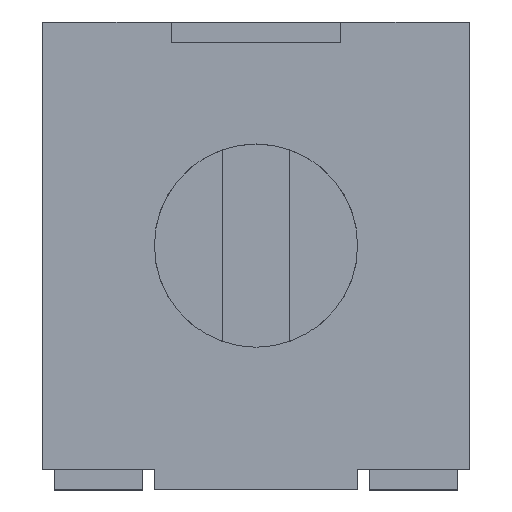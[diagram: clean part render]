
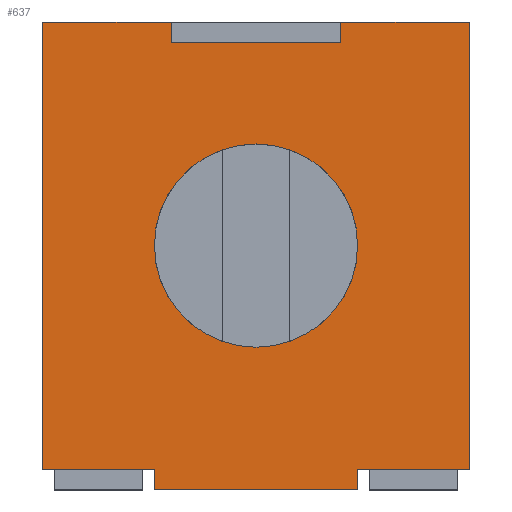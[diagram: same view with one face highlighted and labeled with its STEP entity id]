
A CAD part, top view. The second image highlights one B-rep face of the part: STEP entity #637.
In plain terms, the highlighted planar face has unit normal (0, 0, 1).
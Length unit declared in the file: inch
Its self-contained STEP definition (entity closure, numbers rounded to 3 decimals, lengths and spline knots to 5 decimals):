
#3 = VECTOR ( 'NONE', #136, 39.37008 ) ;
#45 = CARTESIAN_POINT ( 'NONE',  ( 0.038, 0.132, 0.081 ) ) ;
#54 = EDGE_CURVE ( 'NONE', #1016, #923, #1871, .T. ) ;
#65 = CARTESIAN_POINT ( 'NONE',  ( 0., 0.132, 0.081 ) ) ;
#83 = VECTOR ( 'NONE', #1872, 39.37008 ) ;
#119 = VECTOR ( 'NONE', #1248, 39.37008 ) ;
#130 = VECTOR ( 'NONE', #699, 39.37008 ) ;
#136 = DIRECTION ( 'NONE',  ( 1., 0., 0. ) ) ;
#140 = EDGE_CURVE ( 'NONE', #1419, #1331, #1399, .T. ) ;
#149 = ORIENTED_EDGE ( 'NONE', *, *, #957, .T. ) ;
#159 = EDGE_CURVE ( 'NONE', #1887, #1645, #369, .T. ) ;
#180 = VECTOR ( 'NONE', #207, 39.37008 ) ;
#199 = DIRECTION ( 'NONE',  ( 0., 1., 0. ) ) ;
#207 = DIRECTION ( 'NONE',  ( 1., 0., 0. ) ) ;
#231 = VECTOR ( 'NONE', #1671, 39.37008 ) ;
#232 = LINE ( 'NONE', #540, #1501 ) ;
#252 = ORIENTED_EDGE ( 'NONE', *, *, #1356, .T. ) ;
#270 = CARTESIAN_POINT ( 'NONE',  ( 0., 0., 0.081 ) ) ;
#273 = DIRECTION ( 'NONE',  ( 0., 0., -1. ) ) ;
#288 = ORIENTED_EDGE ( 'NONE', *, *, #1326, .T. ) ;
#303 = VERTEX_POINT ( 'NONE', #1173 ) ;
#333 = CARTESIAN_POINT ( 'NONE',  ( 0.063, 0.066, 0.081 ) ) ;
#342 = EDGE_CURVE ( 'NONE', #1722, #1571, #1106, .T. ) ;
#351 = EDGE_CURVE ( 'NONE', #303, #1557, #232, .T. ) ;
#357 = CARTESIAN_POINT ( 'NONE',  ( 0.033, -0.006, 0.081 ) ) ;
#367 = DIRECTION ( 'NONE',  ( 0., 1., 0. ) ) ;
#369 = CIRCLE ( 'NONE', #879, 0.03 ) ;
#379 = CARTESIAN_POINT ( 'NONE',  ( 0., 0.132, 0.081 ) ) ;
#427 = EDGE_CURVE ( 'NONE', #1731, #1965, #1395, .T. ) ;
#441 = ORIENTED_EDGE ( 'NONE', *, *, #1712, .T. ) ;
#477 = CARTESIAN_POINT ( 'NONE',  ( 0.126, 0.132, 0.081 ) ) ;
#489 = CARTESIAN_POINT ( 'NONE',  ( 0.093, 0., 0.081 ) ) ;
#505 = DIRECTION ( 'NONE',  ( 1., 0., 0. ) ) ;
#538 = CARTESIAN_POINT ( 'NONE',  ( 0.093, -0.006, 0.081 ) ) ;
#539 = CARTESIAN_POINT ( 'NONE',  ( 0.093, 0., 0.081 ) ) ;
#540 = CARTESIAN_POINT ( 'NONE',  ( 0.038, 0.132, 0.081 ) ) ;
#543 = ORIENTED_EDGE ( 'NONE', *, *, #140, .T. ) ;
#600 = CARTESIAN_POINT ( 'NONE',  ( 0.033, 0., 0.081 ) ) ;
#625 = VECTOR ( 'NONE', #367, 39.37008 ) ;
#637 = ADVANCED_FACE ( 'NONE', ( #2068, #1228 ), #1587, .F. ) ;
#650 = VECTOR ( 'NONE', #1979, 39.37008 ) ;
#684 = CARTESIAN_POINT ( 'NONE',  ( 0.093, 0.066, 0.081 ) ) ;
#694 = LINE ( 'NONE', #1686, #1964 ) ;
#697 = DIRECTION ( 'NONE',  ( -1., 0., 0. ) ) ;
#699 = DIRECTION ( 'NONE',  ( 0., -1., 0. ) ) ;
#703 = DIRECTION ( 'NONE',  ( 0., 0., 1. ) ) ;
#705 = ORIENTED_EDGE ( 'NONE', *, *, #351, .T. ) ;
#743 = VERTEX_POINT ( 'NONE', #1119 ) ;
#759 = VERTEX_POINT ( 'NONE', #477 ) ;
#820 = LINE ( 'NONE', #974, #650 ) ;
#834 = ORIENTED_EDGE ( 'NONE', *, *, #342, .T. ) ;
#836 = ORIENTED_EDGE ( 'NONE', *, *, #159, .F. ) ;
#842 = EDGE_LOOP ( 'NONE', ( #1481, #1856, #1811, #441, #834, #288, #1673, #149, #543, #252, #705, #1080 ) ) ;
#879 = AXIS2_PLACEMENT_3D ( 'NONE', #333, #1487, #505 ) ;
#923 = VERTEX_POINT ( 'NONE', #357 ) ;
#957 = EDGE_CURVE ( 'NONE', #759, #1419, #694, .T. ) ;
#974 = CARTESIAN_POINT ( 'NONE',  ( 0.038, 0.126, 0.081 ) ) ;
#1007 = EDGE_CURVE ( 'NONE', #1557, #1731, #1989, .T. ) ;
#1016 = VERTEX_POINT ( 'NONE', #1539 ) ;
#1080 = ORIENTED_EDGE ( 'NONE', *, *, #1007, .T. ) ;
#1105 = CIRCLE ( 'NONE', #1881, 0.03 ) ;
#1106 = LINE ( 'NONE', #1191, #625 ) ;
#1119 = CARTESIAN_POINT ( 'NONE',  ( 0.126, 0., 0.081 ) ) ;
#1173 = CARTESIAN_POINT ( 'NONE',  ( 0.038, 0.126, 0.081 ) ) ;
#1187 = EDGE_CURVE ( 'NONE', #1965, #1016, #1435, .T. ) ;
#1191 = CARTESIAN_POINT ( 'NONE',  ( 0.093, 0., 0.081 ) ) ;
#1228 = FACE_OUTER_BOUND ( 'NONE', #842, .T. ) ;
#1233 = CARTESIAN_POINT ( 'NONE',  ( 0.033, 0.066, 0.081 ) ) ;
#1248 = DIRECTION ( 'NONE',  ( 1., 0., 0. ) ) ;
#1255 = CARTESIAN_POINT ( 'NONE',  ( 0., 0., 0.081 ) ) ;
#1317 = CARTESIAN_POINT ( 'NONE',  ( 0.088, 0.132, 0.081 ) ) ;
#1326 = EDGE_CURVE ( 'NONE', #1571, #743, #1706, .T. ) ;
#1331 = VERTEX_POINT ( 'NONE', #1808 ) ;
#1356 = EDGE_CURVE ( 'NONE', #1331, #303, #820, .T. ) ;
#1376 = CARTESIAN_POINT ( 'NONE',  ( 0.088, 0.132, 0.081 ) ) ;
#1395 = LINE ( 'NONE', #1695, #83 ) ;
#1399 = LINE ( 'NONE', #1376, #130 ) ;
#1419 = VERTEX_POINT ( 'NONE', #1317 ) ;
#1426 = VECTOR ( 'NONE', #1758, 39.37008 ) ;
#1427 = DIRECTION ( 'NONE',  ( -1., 0., 0. ) ) ;
#1435 = LINE ( 'NONE', #270, #119 ) ;
#1481 = ORIENTED_EDGE ( 'NONE', *, *, #427, .T. ) ;
#1487 = DIRECTION ( 'NONE',  ( 0., 0., 1. ) ) ;
#1491 = VECTOR ( 'NONE', #1710, 39.37008 ) ;
#1501 = VECTOR ( 'NONE', #199, 39.37008 ) ;
#1502 = EDGE_LOOP ( 'NONE', ( #1859, #836 ) ) ;
#1519 = CARTESIAN_POINT ( 'NONE',  ( 0.033, -0.006, 0.081 ) ) ;
#1539 = CARTESIAN_POINT ( 'NONE',  ( 0.033, 0., 0.081 ) ) ;
#1554 = LINE ( 'NONE', #2022, #231 ) ;
#1557 = VERTEX_POINT ( 'NONE', #45 ) ;
#1571 = VERTEX_POINT ( 'NONE', #539 ) ;
#1587 = PLANE ( 'NONE',  #1692 ) ;
#1645 = VERTEX_POINT ( 'NONE', #684 ) ;
#1665 = EDGE_CURVE ( 'NONE', #743, #759, #1554, .T. ) ;
#1671 = DIRECTION ( 'NONE',  ( 0., 1., 0. ) ) ;
#1673 = ORIENTED_EDGE ( 'NONE', *, *, #1665, .T. ) ;
#1680 = EDGE_CURVE ( 'NONE', #1645, #1887, #1105, .T. ) ;
#1686 = CARTESIAN_POINT ( 'NONE',  ( 0.088, 0.132, 0.081 ) ) ;
#1687 = CARTESIAN_POINT ( 'NONE',  ( 0.063, 0.066, 0.081 ) ) ;
#1692 = AXIS2_PLACEMENT_3D ( 'NONE', #1255, #273, #1427 ) ;
#1695 = CARTESIAN_POINT ( 'NONE',  ( 0., 0., 0.081 ) ) ;
#1706 = LINE ( 'NONE', #489, #3 ) ;
#1710 = DIRECTION ( 'NONE',  ( -1., 0., 0. ) ) ;
#1712 = EDGE_CURVE ( 'NONE', #923, #1722, #1944, .T. ) ;
#1722 = VERTEX_POINT ( 'NONE', #538 ) ;
#1731 = VERTEX_POINT ( 'NONE', #379 ) ;
#1758 = DIRECTION ( 'NONE',  ( 0., -1., 0. ) ) ;
#1808 = CARTESIAN_POINT ( 'NONE',  ( 0.088, 0.126, 0.081 ) ) ;
#1811 = ORIENTED_EDGE ( 'NONE', *, *, #54, .T. ) ;
#1856 = ORIENTED_EDGE ( 'NONE', *, *, #1187, .T. ) ;
#1857 = DIRECTION ( 'NONE',  ( 1., 0., 0. ) ) ;
#1859 = ORIENTED_EDGE ( 'NONE', *, *, #1680, .F. ) ;
#1871 = LINE ( 'NONE', #600, #1426 ) ;
#1872 = DIRECTION ( 'NONE',  ( 0., -1., 0. ) ) ;
#1881 = AXIS2_PLACEMENT_3D ( 'NONE', #1687, #703, #1857 ) ;
#1887 = VERTEX_POINT ( 'NONE', #1233 ) ;
#1927 = CARTESIAN_POINT ( 'NONE',  ( 0., 0., 0.081 ) ) ;
#1944 = LINE ( 'NONE', #1519, #180 ) ;
#1964 = VECTOR ( 'NONE', #697, 39.37008 ) ;
#1965 = VERTEX_POINT ( 'NONE', #1927 ) ;
#1979 = DIRECTION ( 'NONE',  ( -1., 0., 0. ) ) ;
#1989 = LINE ( 'NONE', #65, #1491 ) ;
#2022 = CARTESIAN_POINT ( 'NONE',  ( 0.126, 0., 0.081 ) ) ;
#2068 = FACE_BOUND ( 'NONE', #1502, .T. ) ;
